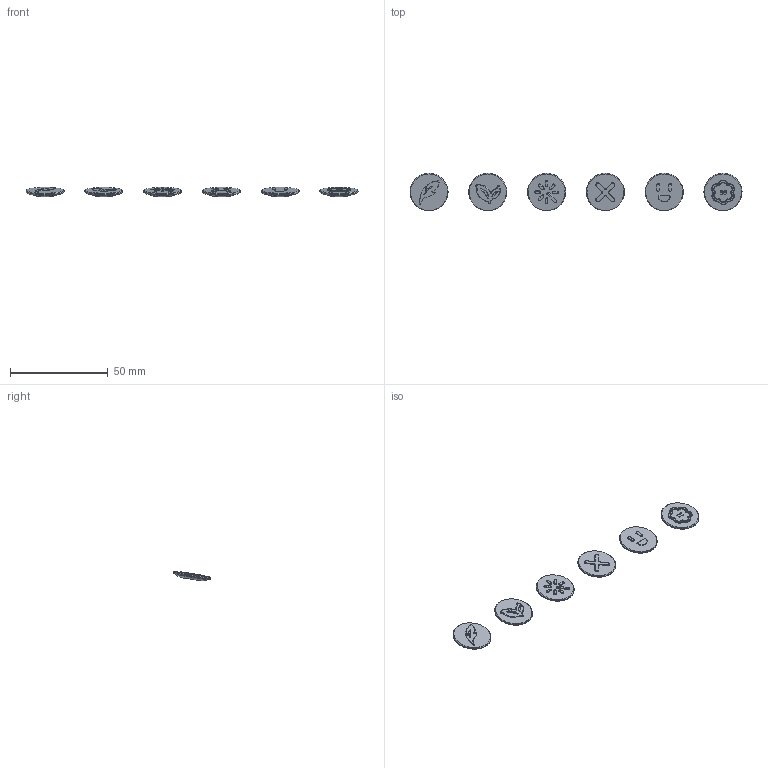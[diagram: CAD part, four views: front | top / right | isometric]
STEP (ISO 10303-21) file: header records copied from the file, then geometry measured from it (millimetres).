
FILE_DESCRIPTION(/* description */ (''),/* implementation_level */ '2;1');
FILE_NAME(/* name */ 'qk75 凸起铭牌 9-24.step',/* time_stamp */ '2022-09-24T23:35:00+08:00',/* author */ (''),/* organization */ (''),/* preprocessor_version */ 'ST-DEVELOPER v19',/* originating_system */ 'Autodesk Translation Framework v11.7.0.108',/* authorisation */ '');
FILE_SCHEMA (('AUTOMOTIVE_DESIGN { 1 0 10303 214 3 1 1 }'));
Products named in the file (9): qk75 主体; 铭牌; 铭牌2; 笑脸 (1); 叉叉 (1); 花 (1); 蒲公英 (1); 芽苗 (1); 羽毛 (1)
Assembly tree (8 placements, depth 4):
  qk75 主体
    铭牌
      铭牌2
        笑脸 (1)
        叉叉 (1)
        花 (1)
        蒲公英 (1)
        芽苗 (1)
        羽毛 (1)
Bounding box: 169.4 x 19.22 x 4.73 mm (x, y, z)
Volume: 3623.8 mm3; surface area: 4599 mm2
Topology: 22 solids, 22 shells, 646 faces, 1539 edges, 957 vertices
Faces by surface type: bspline 399, plane 166, cylinder 63, cone 12, torus 6
Full cylindrical faces by diameter (mm): 19.4 x6
Entity records: 39347 total; most frequent: CARTESIAN_POINT 26736, ORIENTED_EDGE 3076, EDGE_CURVE 1538, DIRECTION 1532, VERTEX_POINT 957, B_SPLINE_CURVE_WITH_KNOTS 725, EDGE_LOOP 673, FACE_OUTER_BOUND 646
